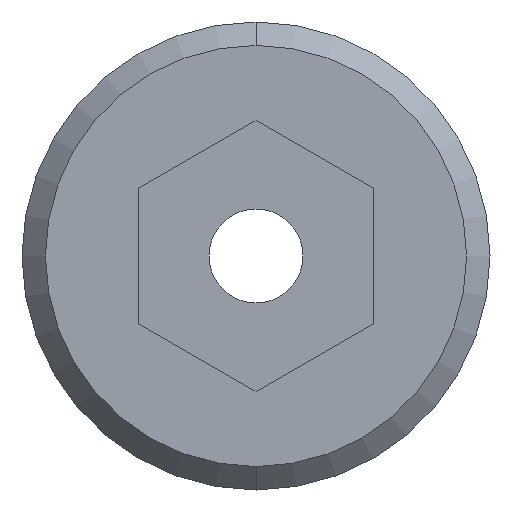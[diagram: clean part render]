
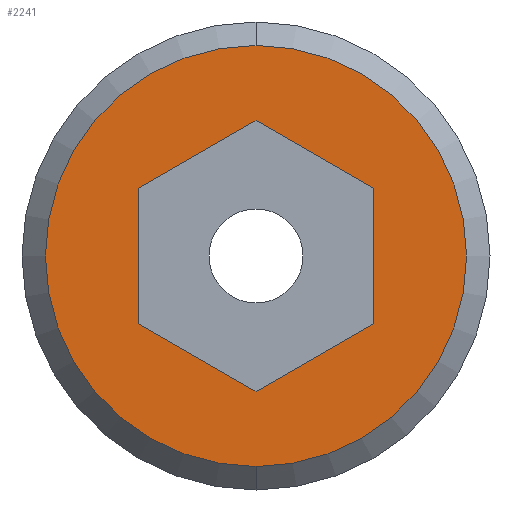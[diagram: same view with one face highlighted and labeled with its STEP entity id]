
A CAD part, left-side view. The second image highlights one B-rep face of the part: STEP entity #2241.
In plain terms, the highlighted planar face has unit normal (-1, 0, 0).
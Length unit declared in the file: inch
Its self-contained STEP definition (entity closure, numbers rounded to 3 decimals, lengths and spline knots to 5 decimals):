
#911=CARTESIAN_POINT('',(-0.11,0.,0.));
#912=DIRECTION('',(-1.,0.,0.));
#913=DIRECTION('',(0.,1.,0.));
#914=AXIS2_PLACEMENT_3D('',#911,#912,#913);
#929=DIRECTION('',(0.,0.5,0.866));
#930=VECTOR('',#929,0.05196);
#931=CARTESIAN_POINT('',(-0.11,0.02598,-0.045));
#932=LINE('',#931,#930);
#933=DIRECTION('',(0.,1.,0.));
#934=VECTOR('',#933,0.05196);
#935=CARTESIAN_POINT('',(-0.11,-0.02598,-0.045));
#936=LINE('',#935,#934);
#937=DIRECTION('',(0.,0.5,-0.866));
#938=VECTOR('',#937,0.05196);
#939=CARTESIAN_POINT('',(-0.11,-0.05196,0.));
#940=LINE('',#939,#938);
#941=DIRECTION('',(0.,-0.5,-0.866));
#942=VECTOR('',#941,0.05196);
#943=CARTESIAN_POINT('',(-0.11,-0.02598,0.045));
#944=LINE('',#943,#942);
#945=DIRECTION('',(0.,-1.,0.));
#946=VECTOR('',#945,0.05196);
#947=CARTESIAN_POINT('',(-0.11,0.02598,0.045));
#948=LINE('',#947,#946);
#949=DIRECTION('',(0.,-0.5,0.866));
#950=VECTOR('',#949,0.05196);
#951=CARTESIAN_POINT('',(-0.11,0.05196,0.));
#952=LINE('',#951,#950);
#953=CARTESIAN_POINT('',(-0.11,0.,0.));
#954=DIRECTION('',(1.,0.,0.));
#955=DIRECTION('',(0.,1.,0.));
#956=AXIS2_PLACEMENT_3D('',#953,#954,#955);
#1061=CARTESIAN_POINT('',(-0.11,0.08075,0.));
#1062=CARTESIAN_POINT('',(-0.11,-0.08075,0.));
#1063=VERTEX_POINT('',#1061);
#1064=VERTEX_POINT('',#1062);
#1081=CARTESIAN_POINT('',(-0.11,0.02598,-0.045));
#1082=CARTESIAN_POINT('',(-0.11,0.05196,0.));
#1083=VERTEX_POINT('',#1081);
#1084=VERTEX_POINT('',#1082);
#1085=CARTESIAN_POINT('',(-0.11,-0.02598,-0.045));
#1086=VERTEX_POINT('',#1085);
#1087=CARTESIAN_POINT('',(-0.11,-0.05196,0.));
#1088=VERTEX_POINT('',#1087);
#1089=CARTESIAN_POINT('',(-0.11,-0.02598,0.045));
#1090=VERTEX_POINT('',#1089);
#1091=CARTESIAN_POINT('',(-0.11,0.02598,0.045));
#1092=VERTEX_POINT('',#1091);
#2217=CARTESIAN_POINT('',(-0.11,0.,0.));
#2218=DIRECTION('',(1.,0.,0.));
#2219=DIRECTION('',(0.,-1.,0.));
#2220=AXIS2_PLACEMENT_3D('',#2217,#2218,#2219);
#2221=PLANE('',#2220);
#2222=ORIENTED_EDGE('',*,*,#2207,.F.);
#2224=ORIENTED_EDGE('',*,*,#2223,.T.);
#2225=EDGE_LOOP('',(#2222,#2224));
#2226=FACE_OUTER_BOUND('',#2225,.F.);
#2228=ORIENTED_EDGE('',*,*,#2227,.F.);
#2230=ORIENTED_EDGE('',*,*,#2229,.F.);
#2232=ORIENTED_EDGE('',*,*,#2231,.F.);
#2234=ORIENTED_EDGE('',*,*,#2233,.F.);
#2236=ORIENTED_EDGE('',*,*,#2235,.F.);
#2238=ORIENTED_EDGE('',*,*,#2237,.F.);
#2239=EDGE_LOOP('',(#2228,#2230,#2232,#2234,#2236,#2238));
#2240=FACE_BOUND('',#2239,.F.);
#915=CIRCLE('',#914,0.08075);
#957=CIRCLE('',#956,0.08075);
#2207=EDGE_CURVE('',#1063,#1064,#915,.T.);
#2223=EDGE_CURVE('',#1063,#1064,#957,.T.);
#2227=EDGE_CURVE('',#1083,#1084,#932,.T.);
#2229=EDGE_CURVE('',#1086,#1083,#936,.T.);
#2231=EDGE_CURVE('',#1088,#1086,#940,.T.);
#2233=EDGE_CURVE('',#1090,#1088,#944,.T.);
#2235=EDGE_CURVE('',#1092,#1090,#948,.T.);
#2237=EDGE_CURVE('',#1084,#1092,#952,.T.);
#2241=ADVANCED_FACE('',(#2226,#2240),#2221,.F.);
